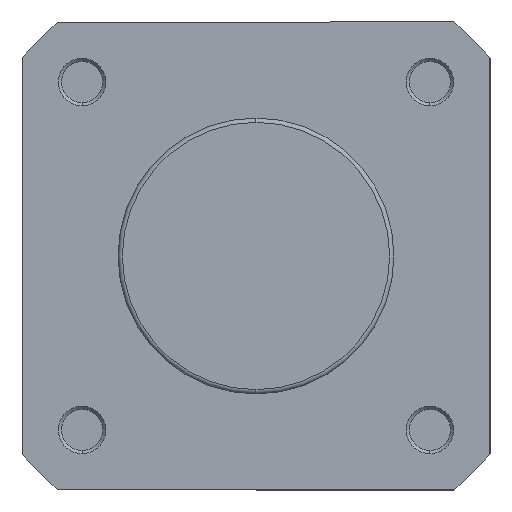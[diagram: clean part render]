
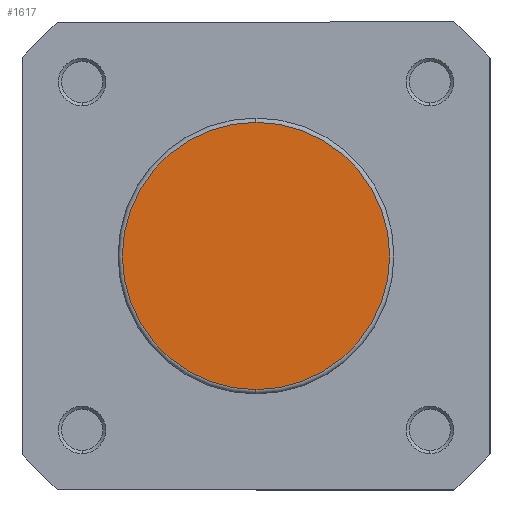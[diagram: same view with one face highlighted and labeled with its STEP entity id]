
A CAD part, left-side view. The second image highlights one B-rep face of the part: STEP entity #1617.
In plain terms, the highlighted planar face has unit normal (-1, 0, 0).
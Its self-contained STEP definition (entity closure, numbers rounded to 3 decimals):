
#49 = CARTESIAN_POINT ( 'NONE',  ( 0., 0., 21.7 ) ) ;
#163 = CARTESIAN_POINT ( 'NONE',  ( 0., 0., -21.7 ) ) ;
#214 = VERTEX_POINT ( 'NONE', #49 ) ;
#358 = CARTESIAN_POINT ( 'NONE',  ( 0., 22.4, 0. ) ) ;
#361 = DIRECTION ( 'NONE',  ( 1., 0., 0. ) ) ;
#362 = DIRECTION ( 'NONE',  ( 0., 0., -1. ) ) ;
#363 = PLANE ( 'NONE',  #5186 ) ;
#599 = VERTEX_POINT ( 'NONE', #163 ) ;
#1202 = AXIS2_PLACEMENT_3D ( 'NONE', #4229, #4235, #4236 ) ;
#1617 = ADVANCED_FACE ( 'NONE', ( #2137 ), #363, .F. ) ;
#1808 = ORIENTED_EDGE ( 'NONE', *, *, #4830, .T. ) ;
#1809 = ORIENTED_EDGE ( 'NONE', *, *, #4873, .T. ) ;
#2137 = FACE_OUTER_BOUND ( 'NONE', #3292, .T. ) ;
#2625 = CIRCLE ( 'NONE', #1202, 21.7 ) ;
#2687 = CIRCLE ( 'NONE', #5573, 21.7 ) ;
#3292 = EDGE_LOOP ( 'NONE', ( #1808, #1809 ) ) ;
#4229 = CARTESIAN_POINT ( 'NONE',  ( 0., 0., 0. ) ) ;
#4235 = DIRECTION ( 'NONE',  ( -1., 0., 0. ) ) ;
#4236 = DIRECTION ( 'NONE',  ( 0., 0., -1. ) ) ;
#4347 = CARTESIAN_POINT ( 'NONE',  ( 0., 0., 0. ) ) ;
#4349 = DIRECTION ( 'NONE',  ( -1., 0., 0. ) ) ;
#4350 = DIRECTION ( 'NONE',  ( 0., 0., -1. ) ) ;
#4830 = EDGE_CURVE ( 'NONE', #599, #214, #2625, .T. ) ;
#4873 = EDGE_CURVE ( 'NONE', #214, #599, #2687, .T. ) ;
#5186 = AXIS2_PLACEMENT_3D ( 'NONE', #358, #361, #362 ) ;
#5573 = AXIS2_PLACEMENT_3D ( 'NONE', #4347, #4349, #4350 ) ;
